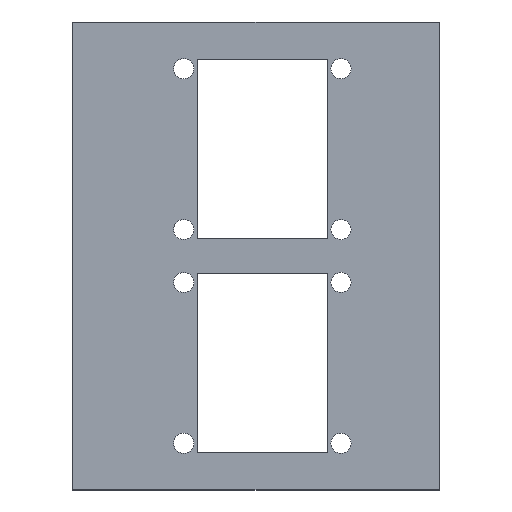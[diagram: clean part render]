
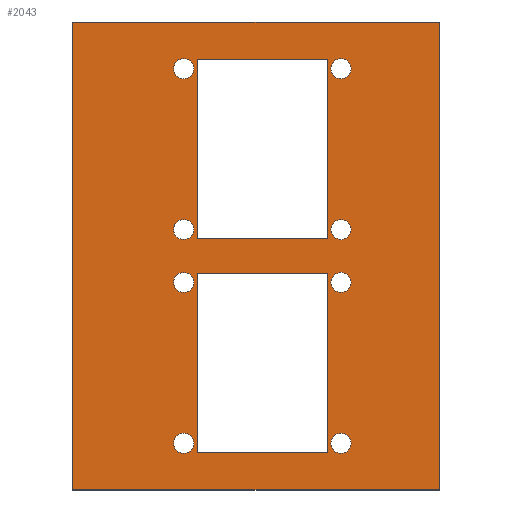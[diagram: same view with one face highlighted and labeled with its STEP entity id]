
A CAD part, top view. The second image highlights one B-rep face of the part: STEP entity #2043.
In plain terms, the highlighted planar face has unit normal (0, 0, 1).
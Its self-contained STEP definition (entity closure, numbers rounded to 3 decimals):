
#79=FACE_BOUND('',#254,.T.);
#80=FACE_BOUND('',#255,.T.);
#81=FACE_BOUND('',#256,.T.);
#82=FACE_BOUND('',#257,.T.);
#83=FACE_BOUND('',#258,.T.);
#84=FACE_BOUND('',#259,.T.);
#85=FACE_BOUND('',#260,.T.);
#86=FACE_BOUND('',#261,.T.);
#87=FACE_BOUND('',#262,.T.);
#88=FACE_BOUND('',#263,.T.);
#98=CIRCLE('',#2174,1.5);
#99=CIRCLE('',#2175,1.5);
#100=CIRCLE('',#2176,1.5);
#101=CIRCLE('',#2177,1.5);
#102=CIRCLE('',#2178,1.5);
#103=CIRCLE('',#2179,1.5);
#104=CIRCLE('',#2180,1.5);
#105=CIRCLE('',#2181,1.5);
#129=FACE_OUTER_BOUND('',#253,.T.);
#253=EDGE_LOOP('',(#1418,#1419,#1420,#1421));
#254=EDGE_LOOP('',(#1422,#1423,#1424,#1425));
#255=EDGE_LOOP('',(#1426));
#256=EDGE_LOOP('',(#1427));
#257=EDGE_LOOP('',(#1428,#1429,#1430,#1431));
#258=EDGE_LOOP('',(#1432));
#259=EDGE_LOOP('',(#1433));
#260=EDGE_LOOP('',(#1434));
#261=EDGE_LOOP('',(#1435));
#262=EDGE_LOOP('',(#1436));
#263=EDGE_LOOP('',(#1437));
#382=LINE('',#2923,#629);
#410=LINE('',#2994,#657);
#411=LINE('',#2998,#658);
#412=LINE('',#3000,#659);
#413=LINE('',#3002,#660);
#414=LINE('',#3003,#661);
#415=LINE('',#3005,#662);
#416=LINE('',#3007,#663);
#417=LINE('',#3008,#664);
#418=LINE('',#3014,#665);
#419=LINE('',#3016,#666);
#420=LINE('',#3017,#667);
#629=VECTOR('',#2347,10.);
#657=VECTOR('',#2395,10.);
#658=VECTOR('',#2398,10.);
#659=VECTOR('',#2399,10.);
#660=VECTOR('',#2400,10.);
#661=VECTOR('',#2401,10.);
#662=VECTOR('',#2402,10.);
#663=VECTOR('',#2403,10.);
#664=VECTOR('',#2404,10.);
#665=VECTOR('',#2409,10.);
#666=VECTOR('',#2410,10.);
#667=VECTOR('',#2411,10.);
#871=VERTEX_POINT('',#2919);
#873=VERTEX_POINT('',#2922);
#905=VERTEX_POINT('',#2990);
#906=VERTEX_POINT('',#2992);
#907=VERTEX_POINT('',#2996);
#908=VERTEX_POINT('',#2997);
#909=VERTEX_POINT('',#2999);
#910=VERTEX_POINT('',#3001);
#911=VERTEX_POINT('',#3004);
#912=VERTEX_POINT('',#3006);
#913=VERTEX_POINT('',#3009);
#914=VERTEX_POINT('',#3011);
#915=VERTEX_POINT('',#3013);
#916=VERTEX_POINT('',#3015);
#917=VERTEX_POINT('',#3018);
#918=VERTEX_POINT('',#3020);
#919=VERTEX_POINT('',#3022);
#920=VERTEX_POINT('',#3024);
#921=VERTEX_POINT('',#3026);
#922=VERTEX_POINT('',#3028);
#1072=EDGE_CURVE('',#873,#871,#382,.T.);
#1108=EDGE_CURVE('',#905,#906,#410,.T.);
#1109=EDGE_CURVE('',#907,#908,#411,.T.);
#1110=EDGE_CURVE('',#907,#909,#412,.T.);
#1111=EDGE_CURVE('',#910,#909,#413,.T.);
#1112=EDGE_CURVE('',#910,#908,#414,.T.);
#1113=EDGE_CURVE('',#871,#911,#415,.T.);
#1114=EDGE_CURVE('',#911,#912,#416,.T.);
#1115=EDGE_CURVE('',#912,#873,#417,.T.);
#1116=EDGE_CURVE('',#913,#913,#98,.T.);
#1117=EDGE_CURVE('',#914,#914,#99,.T.);
#1118=EDGE_CURVE('',#915,#905,#418,.T.);
#1119=EDGE_CURVE('',#906,#916,#419,.T.);
#1120=EDGE_CURVE('',#916,#915,#420,.T.);
#1121=EDGE_CURVE('',#917,#917,#100,.T.);
#1122=EDGE_CURVE('',#918,#918,#101,.T.);
#1123=EDGE_CURVE('',#919,#919,#102,.T.);
#1124=EDGE_CURVE('',#920,#920,#103,.T.);
#1125=EDGE_CURVE('',#921,#921,#104,.T.);
#1126=EDGE_CURVE('',#922,#922,#105,.T.);
#1418=ORIENTED_EDGE('',*,*,#1109,.F.);
#1419=ORIENTED_EDGE('',*,*,#1110,.T.);
#1420=ORIENTED_EDGE('',*,*,#1111,.F.);
#1421=ORIENTED_EDGE('',*,*,#1112,.T.);
#1422=ORIENTED_EDGE('',*,*,#1113,.T.);
#1423=ORIENTED_EDGE('',*,*,#1114,.T.);
#1424=ORIENTED_EDGE('',*,*,#1115,.T.);
#1425=ORIENTED_EDGE('',*,*,#1072,.T.);
#1426=ORIENTED_EDGE('',*,*,#1116,.T.);
#1427=ORIENTED_EDGE('',*,*,#1117,.T.);
#1428=ORIENTED_EDGE('',*,*,#1118,.T.);
#1429=ORIENTED_EDGE('',*,*,#1108,.T.);
#1430=ORIENTED_EDGE('',*,*,#1119,.T.);
#1431=ORIENTED_EDGE('',*,*,#1120,.T.);
#1432=ORIENTED_EDGE('',*,*,#1121,.T.);
#1433=ORIENTED_EDGE('',*,*,#1122,.T.);
#1434=ORIENTED_EDGE('',*,*,#1123,.T.);
#1435=ORIENTED_EDGE('',*,*,#1124,.T.);
#1436=ORIENTED_EDGE('',*,*,#1125,.T.);
#1437=ORIENTED_EDGE('',*,*,#1126,.T.);
#1953=PLANE('',#2173);
#2043=ADVANCED_FACE('',(#129,#79,#80,#81,#82,#83,#84,#85,#86,#87,#88),#1953,
 .T.);
#2173=AXIS2_PLACEMENT_3D('',#2995,#2396,#2397);
#2174=AXIS2_PLACEMENT_3D('',#3010,#2405,#2406);
#2175=AXIS2_PLACEMENT_3D('',#3012,#2407,#2408);
#2176=AXIS2_PLACEMENT_3D('',#3019,#2412,#2413);
#2177=AXIS2_PLACEMENT_3D('',#3021,#2414,#2415);
#2178=AXIS2_PLACEMENT_3D('',#3023,#2416,#2417);
#2179=AXIS2_PLACEMENT_3D('',#3025,#2418,#2419);
#2180=AXIS2_PLACEMENT_3D('',#3027,#2420,#2421);
#2181=AXIS2_PLACEMENT_3D('',#3029,#2422,#2423);
#2347=DIRECTION('',(0.,-1.,0.));
#2395=DIRECTION('',(0.,-1.,0.));
#2396=DIRECTION('center_axis',(0.,0.,1.));
#2397=DIRECTION('ref_axis',(-1.,0.,0.));
#2398=DIRECTION('',(1.,0.,0.));
#2399=DIRECTION('',(0.,-1.,0.));
#2400=DIRECTION('',(-1.,0.,0.));
#2401=DIRECTION('',(0.,1.,0.));
#2402=DIRECTION('',(-1.,0.,0.));
#2403=DIRECTION('',(0.,1.,0.));
#2404=DIRECTION('',(1.,0.,0.));
#2405=DIRECTION('center_axis',(0.,0.,-1.));
#2406=DIRECTION('ref_axis',(-1.,0.,0.));
#2407=DIRECTION('center_axis',(0.,0.,-1.));
#2408=DIRECTION('ref_axis',(-1.,0.,0.));
#2409=DIRECTION('',(1.,0.,0.));
#2410=DIRECTION('',(-1.,0.,0.));
#2411=DIRECTION('',(0.,1.,0.));
#2412=DIRECTION('center_axis',(0.,0.,-1.));
#2413=DIRECTION('ref_axis',(-1.,0.,0.));
#2414=DIRECTION('center_axis',(0.,0.,-1.));
#2415=DIRECTION('ref_axis',(-1.,0.,0.));
#2416=DIRECTION('center_axis',(0.,0.,-1.));
#2417=DIRECTION('ref_axis',(-1.,0.,0.));
#2418=DIRECTION('center_axis',(0.,0.,-1.));
#2419=DIRECTION('ref_axis',(-1.,0.,0.));
#2420=DIRECTION('center_axis',(0.,0.,-1.));
#2421=DIRECTION('ref_axis',(-1.,0.,0.));
#2422=DIRECTION('center_axis',(0.,0.,-1.));
#2423=DIRECTION('ref_axis',(-1.,0.,0.));
#2919=CARTESIAN_POINT('',(41.879,19.352,35.718));
#2922=CARTESIAN_POINT('',(41.879,46.152,35.718));
#2923=CARTESIAN_POINT('',(41.879,16.866,35.718));
#2990=CARTESIAN_POINT('',(41.879,78.097,35.718));
#2992=CARTESIAN_POINT('',(41.879,51.297,35.718));
#2994=CARTESIAN_POINT('',(41.879,32.838,35.718));
#2995=CARTESIAN_POINT('Origin',(56.573,14.779,35.718));
#2996=CARTESIAN_POINT('',(3.751,83.68,35.718));
#2997=CARTESIAN_POINT('',(58.574,83.68,35.718));
#2998=CARTESIAN_POINT('',(5.234,83.68,35.718));
#2999=CARTESIAN_POINT('',(3.751,13.78,35.718));
#3000=CARTESIAN_POINT('',(3.751,14.779,35.718));
#3001=CARTESIAN_POINT('',(58.574,13.78,35.718));
#3002=CARTESIAN_POINT('',(56.573,13.78,35.718));
#3003=CARTESIAN_POINT('',(58.574,82.7,35.718));
#3004=CARTESIAN_POINT('',(22.379,19.352,35.718));
#3005=CARTESIAN_POINT('',(46.876,19.352,35.718));
#3006=CARTESIAN_POINT('',(22.379,46.152,35.718));
#3007=CARTESIAN_POINT('',(22.379,46.552,35.718));
#3008=CARTESIAN_POINT('',(46.876,46.152,35.718));
#3009=CARTESIAN_POINT('',(45.356,76.713,35.718));
#3010=CARTESIAN_POINT('Origin',(43.856,76.713,35.718));
#3011=CARTESIAN_POINT('',(45.356,44.769,35.718));
#3012=CARTESIAN_POINT('Origin',(43.856,44.769,35.718));
#3013=CARTESIAN_POINT('',(22.379,78.097,35.718));
#3014=CARTESIAN_POINT('',(46.876,78.097,35.718));
#3015=CARTESIAN_POINT('',(22.379,51.297,35.718));
#3016=CARTESIAN_POINT('',(46.876,51.297,35.718));
#3017=CARTESIAN_POINT('',(22.379,50.897,35.718));
#3018=CARTESIAN_POINT('',(45.356,20.736,35.718));
#3019=CARTESIAN_POINT('Origin',(43.856,20.736,35.718));
#3020=CARTESIAN_POINT('',(21.856,52.68,35.718));
#3021=CARTESIAN_POINT('Origin',(20.356,52.68,35.718));
#3022=CARTESIAN_POINT('',(21.856,44.769,35.718));
#3023=CARTESIAN_POINT('Origin',(20.356,44.769,35.718));
#3024=CARTESIAN_POINT('',(21.856,76.713,35.718));
#3025=CARTESIAN_POINT('Origin',(20.356,76.713,35.718));
#3026=CARTESIAN_POINT('',(45.356,52.68,35.718));
#3027=CARTESIAN_POINT('Origin',(43.856,52.68,35.718));
#3028=CARTESIAN_POINT('',(21.856,20.736,35.718));
#3029=CARTESIAN_POINT('Origin',(20.356,20.736,35.718));
